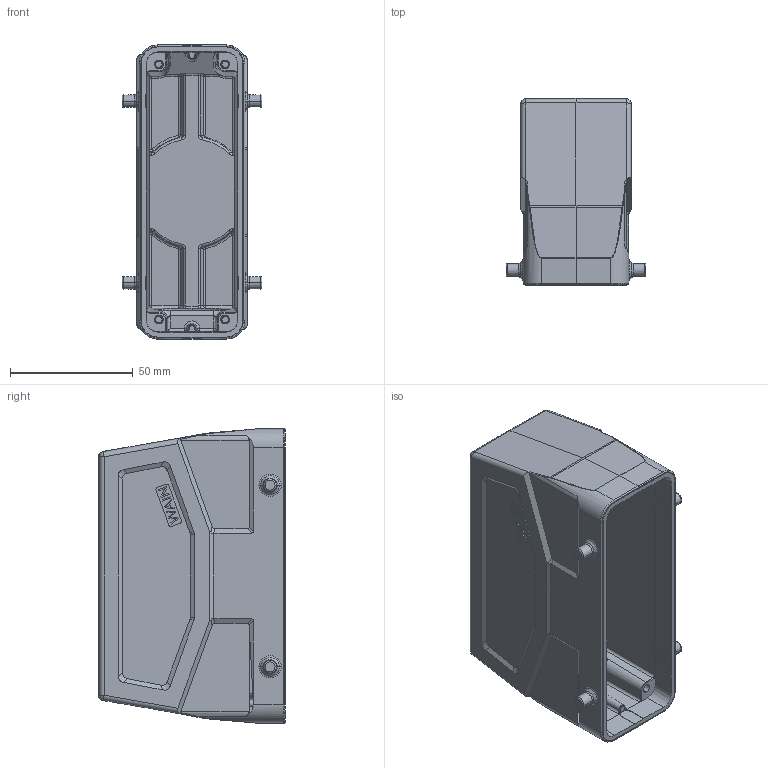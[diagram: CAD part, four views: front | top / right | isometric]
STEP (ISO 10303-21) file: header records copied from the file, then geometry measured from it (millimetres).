
FILE_DESCRIPTION(/* description */ (''),/* implementation_level */ '2;1');
FILE_NAME(/* name */ '3D_1121245305005_W24B-MSEH-4B-M32_V1.1.stp',/* time_stamp */ '2023-12-05T18:53:11+08:00',/* author */ (''),/* organization */ (''),/* preprocessor_version */ 'ST-DEVELOPER v18.1',/* originating_system */ 'SIEMENS PLM Software NX 1980',/* authorisation */ '');
FILE_SCHEMA (('AP203_CONFIGURATION_CONTROLLED_3D_DESIGN_OF_MECHANICAL_PARTS_AND_ASSEMBLIES_MIM_LF { 1 0 10303 403 2 1 2}'));
Length unit declared in the file: millimetre
Products named in the file (1): temp2
Bounding box: 57 x 76 x 120 mm (x, y, z)
Volume: 98182.6 mm3; surface area: 52834.5 mm2
Topology: 3 solids, 3 shells, 560 faces, 1373 edges, 845 vertices
Faces by surface type: plane 230, cylinder 176, torus 73, cone 32, sphere 23, bspline 23, extrusion 2, revolution 1
Entity records: 19329 total; most frequent: CARTESIAN_POINT 6829, ORIENTED_EDGE 2746, DIRECTION 2310, EDGE_CURVE 1373, VERTEX_POINT 845, AXIS2_PLACEMENT_3D 821, VECTOR 667, LINE 665
